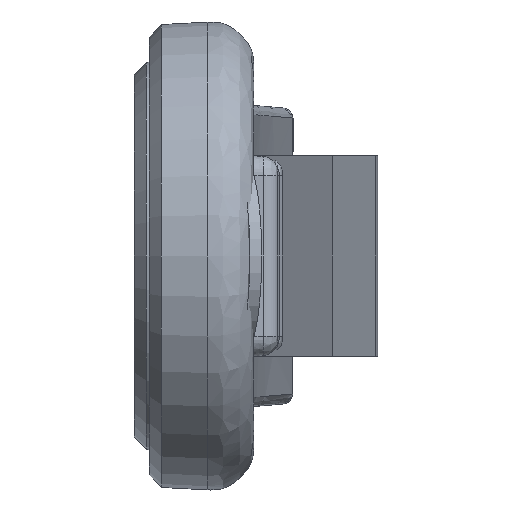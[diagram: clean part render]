
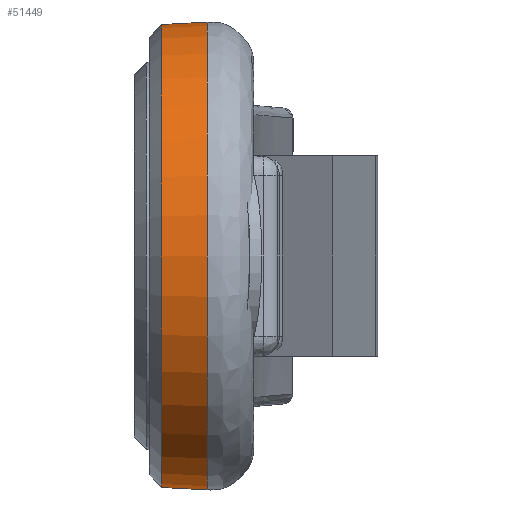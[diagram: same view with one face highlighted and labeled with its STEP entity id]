
A CAD part, left-side view. The second image highlights one B-rep face of the part: STEP entity #51449.
In plain terms, the highlighted conical face has half-angle 3 degrees and reference radius 11.591 mm.
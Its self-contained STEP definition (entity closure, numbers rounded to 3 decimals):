
#47007=DIRECTION('',(0.,0.999,-0.052));
#47008=VECTOR('',#47007,2.289);
#47009=CARTESIAN_POINT('',(-13.5,2.315,11.651));
#47010=LINE('',#47009,#47008);
#47087=DIRECTION('',(0.,-0.999,-0.052));
#47088=VECTOR('',#47087,2.289);
#47089=CARTESIAN_POINT('',(-13.5,4.601,
-11.531));
#47090=LINE('',#47089,#47088);
#48986=CARTESIAN_POINT('',(-13.5,2.315,0.));
#48987=DIRECTION('',(0.,-1.,0.));
#48988=DIRECTION('',(0.,0.,1.));
#48989=AXIS2_PLACEMENT_3D('',#48986,#48987,#48988);
#48994=CARTESIAN_POINT('',(-13.5,4.601,0.));
#48995=DIRECTION('',(0.,1.,0.));
#48996=DIRECTION('',(0.,0.,-1.));
#48997=AXIS2_PLACEMENT_3D('',#48994,#48995,#48996);
#49148=CARTESIAN_POINT('',(-13.5,4.601,
11.531));
#49150=VERTEX_POINT('',#49148);
#49158=CARTESIAN_POINT('',(-13.5,4.601,
-11.531));
#49159=VERTEX_POINT('',#49158);
#49196=CARTESIAN_POINT('',(-13.5,2.315,-11.651));
#49198=VERTEX_POINT('',#49196);
#49202=CARTESIAN_POINT('',(-13.5,2.315,11.651));
#49203=VERTEX_POINT('',#49202);
#51438=CARTESIAN_POINT('',(-13.5,3.458,0.));
#51439=DIRECTION('',(0.,-1.,0.));
#51440=DIRECTION('',(-1.,0.,0.));
#51441=AXIS2_PLACEMENT_3D('',#51438,#51439,#51440);
#51442=CONICAL_SURFACE('',#51441,11.591,3.);
#51443=ORIENTED_EDGE('',*,*,#49398,.T.);
#51444=ORIENTED_EDGE('',*,*,#49434,.F.);
#51445=ORIENTED_EDGE('',*,*,#51432,.T.);
#51446=ORIENTED_EDGE('',*,*,#49352,.F.);
#51447=EDGE_LOOP('',(#51443,#51444,#51445,#51446));
#51448=FACE_OUTER_BOUND('',#51447,.F.);
#51449=ADVANCED_FACE('',(#51448),#51442,.T.);
#48990=CIRCLE('',#48989,11.651);
#48998=CIRCLE('',#48997,11.531);
#49352=EDGE_CURVE('',#49203,#49150,#47010,.T.);
#49398=EDGE_CURVE('',#49203,#49198,#48990,.T.);
#49434=EDGE_CURVE('',#49159,#49198,#47090,.T.);
#51432=EDGE_CURVE('',#49159,#49150,#48998,.T.);
